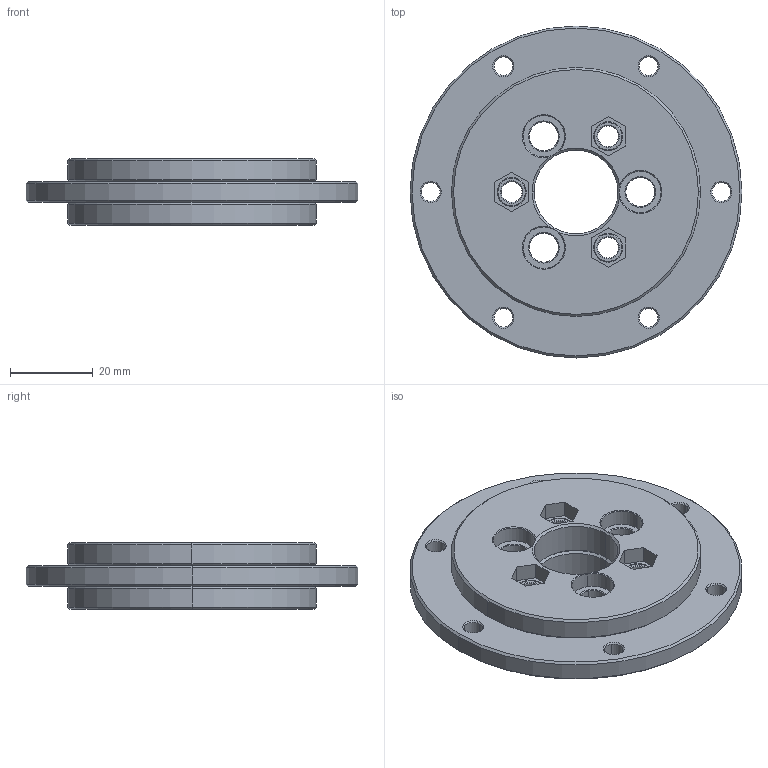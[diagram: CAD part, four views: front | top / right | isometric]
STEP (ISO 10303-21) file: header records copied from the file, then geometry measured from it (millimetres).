
FILE_DESCRIPTION(('STEP AP214'),'1');
FILE_NAME('cctmp_3E197111-6ED5-458B-A71A-DEB4022522D4_2022_03_04_18_54_36_0359_18072..stp','2022-03-04T17:54:36',('igus GmbH'),('CADClick - www.CADClick.com'),'Spatial InterOp 3D',' ','unknown authorization');
FILE_SCHEMA(('AUTOMOTIVE_DESIGN'));
Length unit declared in the file: millimetre
Products named in the file (3): cc_unnamed; PRT-02-20-AL_1; PRT-02-20-AL
Assembly tree (2 placements, depth 2):
  cc_unnamed
    PRT-02-20-AL_1
    PRT-02-20-AL
Bounding box: 80 x 80 x 16 mm (x, y, z)
Volume: 45937 mm3; surface area: 23607.3 mm2
Topology: 2 solids, 2 shells, 220 faces, 504 edges, 302 vertices
Faces by surface type: cone 96, cylinder 64, plane 60
Entity records: 8136 total; most frequent: DIRECTION 1162, CARTESIAN_POINT 1137, ORIENTED_EDGE 1008, EDGE_CURVE 504, AXIS2_PLACEMENT_3D 447, VERTEX_POINT 302, LINE 268, VECTOR 268
